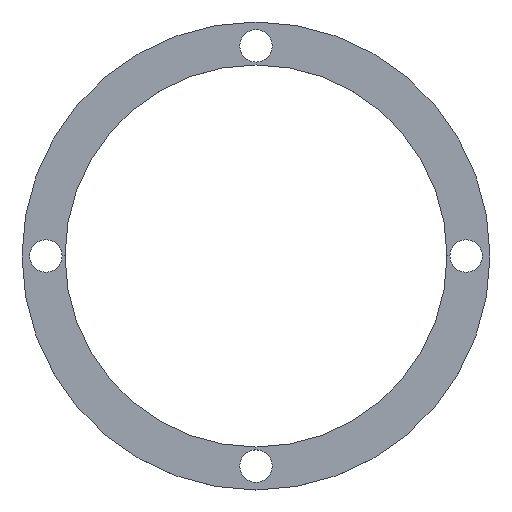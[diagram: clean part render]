
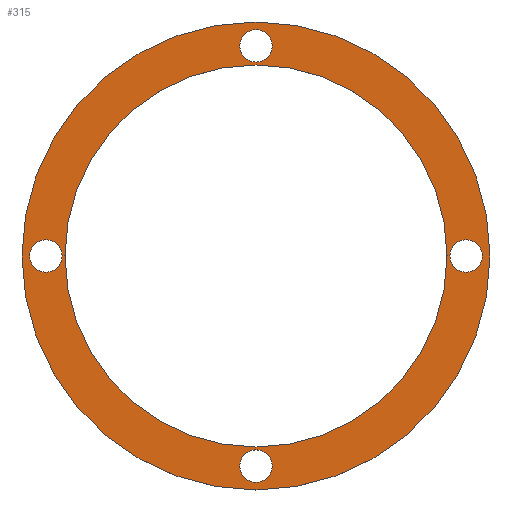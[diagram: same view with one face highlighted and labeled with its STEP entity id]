
A CAD part, top view. The second image highlights one B-rep face of the part: STEP entity #315.
In plain terms, the highlighted planar face has unit normal (0, 0, 1).
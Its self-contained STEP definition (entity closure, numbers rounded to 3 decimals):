
#2 = CIRCLE ( 'NONE', #269, 20. ) ;
#4 = DIRECTION ( 'NONE',  ( 0., 0., -1. ) ) ;
#6 = CARTESIAN_POINT ( 'NONE',  ( 0., 0., 1. ) ) ;
#8 = EDGE_LOOP ( 'NONE', ( #18, #49 ) ) ;
#13 = CIRCLE ( 'NONE', #227, 1.7 ) ;
#18 = ORIENTED_EDGE ( 'NONE', *, *, #480, .T. ) ;
#24 = FACE_OUTER_BOUND ( 'NONE', #511, .T. ) ;
#27 = PLANE ( 'NONE',  #206 ) ;
#28 = CARTESIAN_POINT ( 'NONE',  ( -24.5, 0., 1. ) ) ;
#34 = DIRECTION ( 'NONE',  ( -1., 0., 0. ) ) ;
#44 = CIRCLE ( 'NONE', #179, 1.7 ) ;
#48 = DIRECTION ( 'NONE',  ( -1., 0., 0. ) ) ;
#49 = ORIENTED_EDGE ( 'NONE', *, *, #415, .T. ) ;
#51 = FACE_BOUND ( 'NONE', #130, .T. ) ;
#53 = DIRECTION ( 'NONE',  ( 0., 0., 1. ) ) ;
#54 = AXIS2_PLACEMENT_3D ( 'NONE', #167, #252, #135 ) ;
#58 = FACE_BOUND ( 'NONE', #428, .T. ) ;
#59 = VERTEX_POINT ( 'NONE', #126 ) ;
#62 = VERTEX_POINT ( 'NONE', #339 ) ;
#63 = DIRECTION ( 'NONE',  ( 0., 0., -1. ) ) ;
#69 = CARTESIAN_POINT ( 'NONE',  ( 23.7, 0., 1. ) ) ;
#77 = EDGE_CURVE ( 'NONE', #344, #323, #205, .T. ) ;
#91 = CIRCLE ( 'NONE', #349, 1.7 ) ;
#93 = EDGE_LOOP ( 'NONE', ( #393, #210 ) ) ;
#99 = VERTEX_POINT ( 'NONE', #165 ) ;
#104 = AXIS2_PLACEMENT_3D ( 'NONE', #187, #144, #482 ) ;
#119 = EDGE_CURVE ( 'NONE', #137, #164, #454, .T. ) ;
#123 = AXIS2_PLACEMENT_3D ( 'NONE', #408, #63, #453 ) ;
#126 = CARTESIAN_POINT ( 'NONE',  ( -1.7, -22., 1. ) ) ;
#130 = EDGE_LOOP ( 'NONE', ( #188, #370 ) ) ;
#135 = DIRECTION ( 'NONE',  ( 1., 0., 0. ) ) ;
#137 = VERTEX_POINT ( 'NONE', #510 ) ;
#138 = DIRECTION ( 'NONE',  ( -1., 0., 0. ) ) ;
#140 = CARTESIAN_POINT ( 'NONE',  ( 22., 0., 1. ) ) ;
#141 = DIRECTION ( 'NONE',  ( 0., 0., -1. ) ) ;
#144 = DIRECTION ( 'NONE',  ( 0., 0., -1. ) ) ;
#150 = VERTEX_POINT ( 'NONE', #173 ) ;
#155 = DIRECTION ( 'NONE',  ( 1., 0., 0. ) ) ;
#163 = EDGE_CURVE ( 'NONE', #312, #351, #191, .T. ) ;
#164 = VERTEX_POINT ( 'NONE', #357 ) ;
#165 = CARTESIAN_POINT ( 'NONE',  ( 20., 0., 1. ) ) ;
#167 = CARTESIAN_POINT ( 'NONE',  ( 0., 0., 1. ) ) ;
#173 = CARTESIAN_POINT ( 'NONE',  ( 1.7, -22., 1. ) ) ;
#178 = DIRECTION ( 'NONE',  ( -1., 0., 0. ) ) ;
#179 = AXIS2_PLACEMENT_3D ( 'NONE', #452, #530, #367 ) ;
#181 = ORIENTED_EDGE ( 'NONE', *, *, #163, .T. ) ;
#183 = EDGE_CURVE ( 'NONE', #59, #150, #405, .T. ) ;
#187 = CARTESIAN_POINT ( 'NONE',  ( 0., -22., 1. ) ) ;
#188 = ORIENTED_EDGE ( 'NONE', *, *, #532, .T. ) ;
#190 = EDGE_CURVE ( 'NONE', #62, #99, #338, .T. ) ;
#191 = CIRCLE ( 'NONE', #497, 1.7 ) ;
#200 = DIRECTION ( 'NONE',  ( 0., 0., 1. ) ) ;
#205 = CIRCLE ( 'NONE', #54, 24.5 ) ;
#206 = AXIS2_PLACEMENT_3D ( 'NONE', #274, #200, #155 ) ;
#209 = ORIENTED_EDGE ( 'NONE', *, *, #77, .T. ) ;
#210 = ORIENTED_EDGE ( 'NONE', *, *, #276, .F. ) ;
#223 = EDGE_CURVE ( 'NONE', #150, #59, #462, .T. ) ;
#226 = DIRECTION ( 'NONE',  ( 0., 0., -1. ) ) ;
#227 = AXIS2_PLACEMENT_3D ( 'NONE', #330, #368, #303 ) ;
#230 = FACE_BOUND ( 'NONE', #8, .T. ) ;
#234 = DIRECTION ( 'NONE',  ( 1., 0., 0. ) ) ;
#244 = CARTESIAN_POINT ( 'NONE',  ( 20.3, 0., 1. ) ) ;
#252 = DIRECTION ( 'NONE',  ( 0., 0., 1. ) ) ;
#266 = DIRECTION ( 'NONE',  ( 0., 0., 1. ) ) ;
#268 = FACE_BOUND ( 'NONE', #275, .T. ) ;
#269 = AXIS2_PLACEMENT_3D ( 'NONE', #6, #53, #308 ) ;
#270 = ORIENTED_EDGE ( 'NONE', *, *, #223, .T. ) ;
#274 = CARTESIAN_POINT ( 'NONE',  ( 0., 0., 1. ) ) ;
#275 = EDGE_LOOP ( 'NONE', ( #438, #181 ) ) ;
#276 = EDGE_CURVE ( 'NONE', #99, #62, #2, .T. ) ;
#303 = DIRECTION ( 'NONE',  ( -1., 0., 0. ) ) ;
#308 = DIRECTION ( 'NONE',  ( 1., 0., 0. ) ) ;
#312 = VERTEX_POINT ( 'NONE', #433 ) ;
#315 = ADVANCED_FACE ( 'NONE', ( #51, #268, #58, #230, #24, #490 ), #27, .T. ) ;
#319 = CARTESIAN_POINT ( 'NONE',  ( -23.7, 0., 1. ) ) ;
#322 = CARTESIAN_POINT ( 'NONE',  ( 0., 0., 1. ) ) ;
#323 = VERTEX_POINT ( 'NONE', #28 ) ;
#329 = EDGE_CURVE ( 'NONE', #351, #312, #44, .T. ) ;
#330 = CARTESIAN_POINT ( 'NONE',  ( 0., 22., 1. ) ) ;
#331 = AXIS2_PLACEMENT_3D ( 'NONE', #469, #266, #234 ) ;
#338 = CIRCLE ( 'NONE', #331, 20. ) ;
#339 = CARTESIAN_POINT ( 'NONE',  ( -20., 0., 1. ) ) ;
#344 = VERTEX_POINT ( 'NONE', #528 ) ;
#349 = AXIS2_PLACEMENT_3D ( 'NONE', #140, #432, #138 ) ;
#351 = VERTEX_POINT ( 'NONE', #319 ) ;
#357 = CARTESIAN_POINT ( 'NONE',  ( -1.7, 22., 1. ) ) ;
#367 = DIRECTION ( 'NONE',  ( -1., 0., 0. ) ) ;
#368 = DIRECTION ( 'NONE',  ( 0., 0., -1. ) ) ;
#370 = ORIENTED_EDGE ( 'NONE', *, *, #119, .T. ) ;
#375 = EDGE_CURVE ( 'NONE', #323, #344, #413, .T. ) ;
#381 = CIRCLE ( 'NONE', #123, 1.7 ) ;
#393 = ORIENTED_EDGE ( 'NONE', *, *, #190, .F. ) ;
#405 = CIRCLE ( 'NONE', #104, 1.7 ) ;
#408 = CARTESIAN_POINT ( 'NONE',  ( 22., 0., 1. ) ) ;
#413 = CIRCLE ( 'NONE', #439, 24.5 ) ;
#415 = EDGE_CURVE ( 'NONE', #467, #474, #381, .T. ) ;
#428 = EDGE_LOOP ( 'NONE', ( #444, #270 ) ) ;
#432 = DIRECTION ( 'NONE',  ( 0., 0., -1. ) ) ;
#433 = CARTESIAN_POINT ( 'NONE',  ( -20.3, 0., 1. ) ) ;
#438 = ORIENTED_EDGE ( 'NONE', *, *, #329, .T. ) ;
#439 = AXIS2_PLACEMENT_3D ( 'NONE', #322, #446, #486 ) ;
#443 = CARTESIAN_POINT ( 'NONE',  ( 0., -22., 1. ) ) ;
#444 = ORIENTED_EDGE ( 'NONE', *, *, #183, .T. ) ;
#446 = DIRECTION ( 'NONE',  ( 0., 0., 1. ) ) ;
#452 = CARTESIAN_POINT ( 'NONE',  ( -22., 0., 1. ) ) ;
#453 = DIRECTION ( 'NONE',  ( -1., 0., 0. ) ) ;
#454 = CIRCLE ( 'NONE', #526, 1.7 ) ;
#462 = CIRCLE ( 'NONE', #527, 1.7 ) ;
#467 = VERTEX_POINT ( 'NONE', #69 ) ;
#469 = CARTESIAN_POINT ( 'NONE',  ( 0., 0., 1. ) ) ;
#474 = VERTEX_POINT ( 'NONE', #244 ) ;
#480 = EDGE_CURVE ( 'NONE', #474, #467, #91, .T. ) ;
#482 = DIRECTION ( 'NONE',  ( -1., 0., 0. ) ) ;
#484 = ORIENTED_EDGE ( 'NONE', *, *, #375, .T. ) ;
#486 = DIRECTION ( 'NONE',  ( 1., 0., 0. ) ) ;
#490 = FACE_BOUND ( 'NONE', #93, .T. ) ;
#497 = AXIS2_PLACEMENT_3D ( 'NONE', #520, #141, #48 ) ;
#508 = CARTESIAN_POINT ( 'NONE',  ( 0., 22., 1. ) ) ;
#510 = CARTESIAN_POINT ( 'NONE',  ( 1.7, 22., 1. ) ) ;
#511 = EDGE_LOOP ( 'NONE', ( #484, #209 ) ) ;
#520 = CARTESIAN_POINT ( 'NONE',  ( -22., 0., 1. ) ) ;
#526 = AXIS2_PLACEMENT_3D ( 'NONE', #508, #4, #34 ) ;
#527 = AXIS2_PLACEMENT_3D ( 'NONE', #443, #226, #178 ) ;
#528 = CARTESIAN_POINT ( 'NONE',  ( 24.5, 0., 1. ) ) ;
#530 = DIRECTION ( 'NONE',  ( 0., 0., -1. ) ) ;
#532 = EDGE_CURVE ( 'NONE', #164, #137, #13, .T. ) ;
